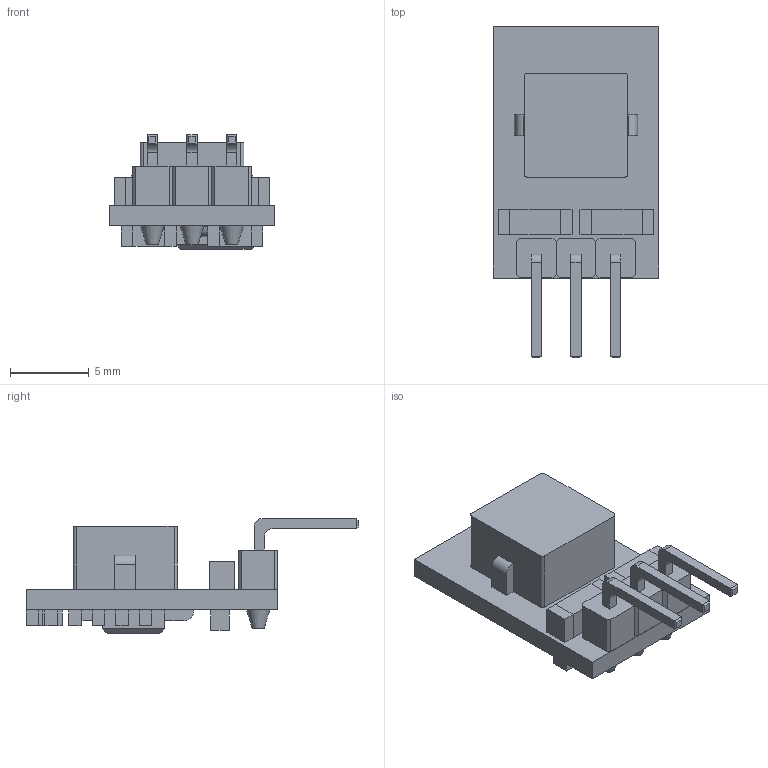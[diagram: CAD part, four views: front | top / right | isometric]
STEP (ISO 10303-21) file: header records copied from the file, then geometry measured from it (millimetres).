
FILE_DESCRIPTION(('FreeCAD Model'),'2;1');
FILE_NAME('78B1-open.step', '2020-05-26T10:56:12',('Author'),(''), 'Open CASCADE STEP processor 7.2','FreeCAD','Unknown');
FILE_SCHEMA(('AUTOMOTIVE_DESIGN { 1 0 10303 214 1 1 1 1 }'));
Length unit declared in the file: millimetre
Products named in the file (36): Extrude; Loft; Loft002; Loft001; Fusion021; Fillet009; Fillet041; Fillet046; Fillet047; Fillet001; Fillet049; Fillet045; Chamfer001; Chamfer; Fillet008; Fillet042; Chamfer004; Chamfer002; Fillet044; Fillet048; Fillet043; Fusion010; Fusion018; Fusion022; Fusion013; Fusion015; Fillet050; Fusion014; Fusion019; Fusion009; Fusion008; Fusion012; Fillet051; Fusion007; Fusion002; Fusion011
Bounding box: 10.5 x 21.08 x 7.3 mm (x, y, z)
Volume: 541.8 mm3; surface area: 1105 mm2
Topology: 35 solids, 36 shells, 371 faces, 775 edges, 474 vertices
Faces by surface type: plane 348, cylinder 20, cone 3
Entity records: 21602 total; most frequent: CARTESIAN_POINT 3322, DIRECTION 3080, LINE 2224, VECTOR 2224, ORIENTED_EDGE 1548, PCURVE 1548, DEFINITIONAL_REPRESENTATION 1548, EDGE_CURVE 775
